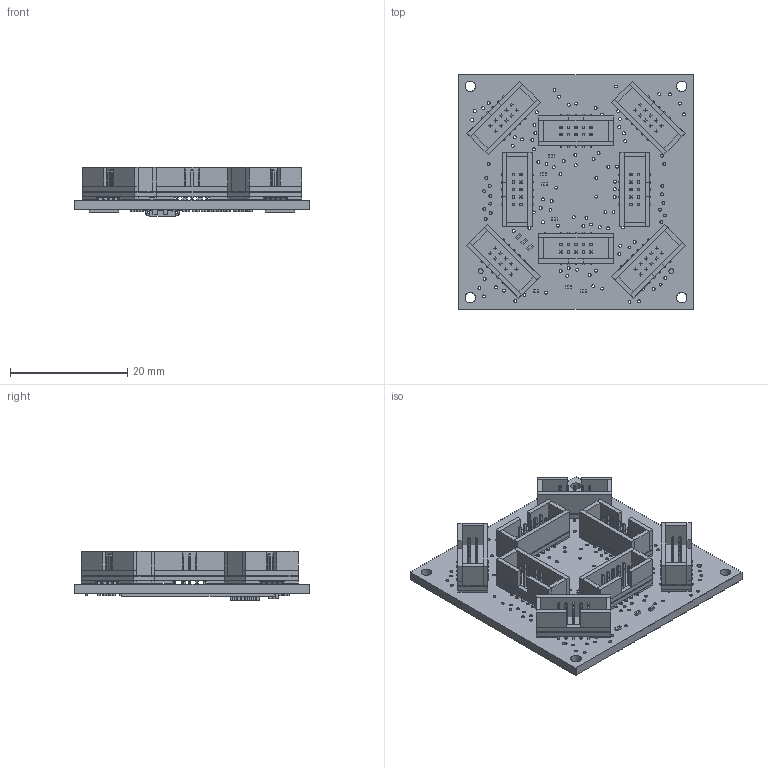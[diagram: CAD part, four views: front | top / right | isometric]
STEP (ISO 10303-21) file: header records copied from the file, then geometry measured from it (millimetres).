
FILE_DESCRIPTION(('Open CASCADE Model'),'2;1');
FILE_NAME('Open CASCADE Shape Model','2013-09-28T13:37:52',('Author'),( 'Open CASCADE'),'Open CASCADE STEP processor 6.2','Open CASCADE 6.2' ,'Unknown');
FILE_SCHEMA(('AUTOMOTIVE_DESIGN { 1 0 10303 214 1 1 1 1 }'));
Length unit declared in the file: millimetre
Products named in the file (296): PCB; Board; D7; 1439732912; Extruded; 1439733040; 1439733168; 1439733296; 1439733424; 1439733552; 1439733680; 1439733808; 746484048; 1439733936; 1439734064; 1439734192; 746484560; 746484688; 1439734320; 1439734448; 1439734576; D4; 792755696; 792755056; 792755440; 792755312; 792754416; 792754544; 792754928; 792756080; 792755952; 762477616; 792754288; 792755184; 762479664; 792754800; 762479920; 762476720; 762477360; 762477488 ...
Assembly tree (1249 placements, depth 4):
  PCB
    Board
    D7
      1439732912
        Extruded
      1439733040
        Extruded
      1439733168
        Extruded
      1439733296
        Extruded
      1439733424
        Extruded
      1439733552
        Extruded
      1439733680
        Extruded
      1439733808
        Extruded
      746484048  x10
        Extruded
      1439733936  x10
        Extruded
      1439734064  x10
        Extruded
      1439734192  x10
        Extruded
      746484560  x10
        Extruded
      746484688  x10
        Extruded
      1439734320
        Extruded
      1439734448  x2
        Extruded
      1439734576  x2
        Extruded
    D4
      792755696  x2
        Extruded
      792755056  x2
        Extruded
      792755440
        Extruded
      792755312  x10
        Extruded
      792754416  x10
        Extruded
      792754544  x6
        Extruded
      792754928  x10
        Extruded
      792756080  x10
        Extruded
      792755952  x10
        Extruded
      762477616  x4
        Extruded
      792754288
        Extruded
Bounding box: 40 x 40 x 8.36 mm (x, y, z)
Volume: 3994.8 mm3; surface area: 10185.6 mm2
Topology: 1070 solids, 1070 shells, 7144 faces, 15010 edges, 10006 vertices
Faces by surface type: plane 6979, cylinder 165
Full cylindrical faces by diameter (mm): 0.5 x156, 0.6 x1, 0.85 x4, 1.8 x4
Entity records: 78236 total; most frequent: CARTESIAN_POINT 13472, DIRECTION 12136, LINE 6844, VECTOR 6844, ORIENTED_EDGE 5004, PCURVE 5004, DEFINITIONAL_REPRESENTATION 5004, AXIS2_PLACEMENT_3D 2646
